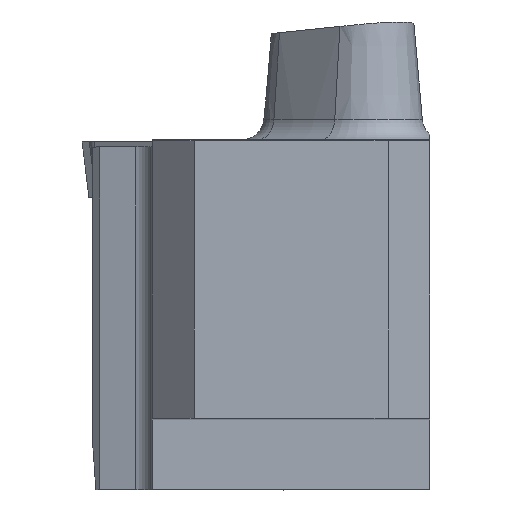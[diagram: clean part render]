
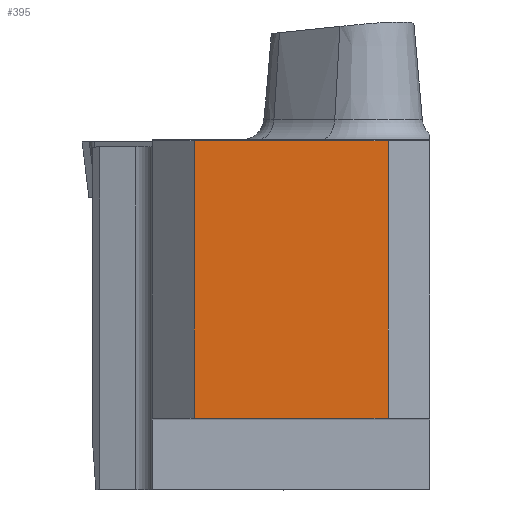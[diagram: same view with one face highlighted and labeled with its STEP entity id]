
A CAD part, top view. The second image highlights one B-rep face of the part: STEP entity #395.
In plain terms, the highlighted planar face has unit normal (0, 0, 1).
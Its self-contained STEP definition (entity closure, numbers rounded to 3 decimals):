
#395=ADVANCED_FACE('CU_BACK_SU1',(#571),#506,.F.);
#506=PLANE('',#2266);
#571=FACE_OUTER_BOUND('',#670,.T.);
#670=EDGE_LOOP('',(#933,#934,#935,#936));
#933=ORIENTED_EDGE('',*,*,#1682,.F.);
#934=ORIENTED_EDGE('',*,*,#1680,.T.);
#935=ORIENTED_EDGE('',*,*,#1683,.T.);
#936=ORIENTED_EDGE('',*,*,#1684,.F.);
#1457=VERTEX_POINT('',#3421);
#1458=VERTEX_POINT('',#3423);
#1459=VERTEX_POINT('',#3427);
#1460=VERTEX_POINT('',#3429);
#1680=EDGE_CURVE('',#1458,#1457,#1924,.T.);
#1682=EDGE_CURVE('',#1458,#1459,#1926,.T.);
#1683=EDGE_CURVE('',#1457,#1460,#1927,.T.);
#1684=EDGE_CURVE('',#1459,#1460,#1928,.T.);
#1924=LINE('',#3422,#2065);
#1926=LINE('',#3426,#2067);
#1927=LINE('',#3428,#2068);
#1928=LINE('',#3430,#2069);
#2065=VECTOR('',#2606,1.);
#2067=VECTOR('',#2610,1.);
#2068=VECTOR('',#2611,1.);
#2069=VECTOR('',#2612,1.);
#2266=AXIS2_PLACEMENT_3D('',#3431,#2613,#2614);
#2606=DIRECTION('',(1.,0.,0.));
#2610=DIRECTION('',(0.,1.,0.));
#2611=DIRECTION('',(0.,1.,0.));
#2612=DIRECTION('',(1.,0.,0.));
#2613=DIRECTION('',(0.,0.,-1.));
#2614=DIRECTION('',(-1.,0.,0.));
#3421=CARTESIAN_POINT('',(-3.,0.,0.));
#3422=CARTESIAN_POINT('',(-110.,0.,0.));
#3423=CARTESIAN_POINT('',(-16.925,0.,0.));
#3426=CARTESIAN_POINT('',(-16.925,0.,0.));
#3427=CARTESIAN_POINT('',(-16.925,19.925,0.));
#3428=CARTESIAN_POINT('',(-3.,0.,0.));
#3429=CARTESIAN_POINT('',(-3.,19.925,0.));
#3430=CARTESIAN_POINT('',(-110.,19.925,0.));
#3431=CARTESIAN_POINT('',(17.496,39.925,0.));
